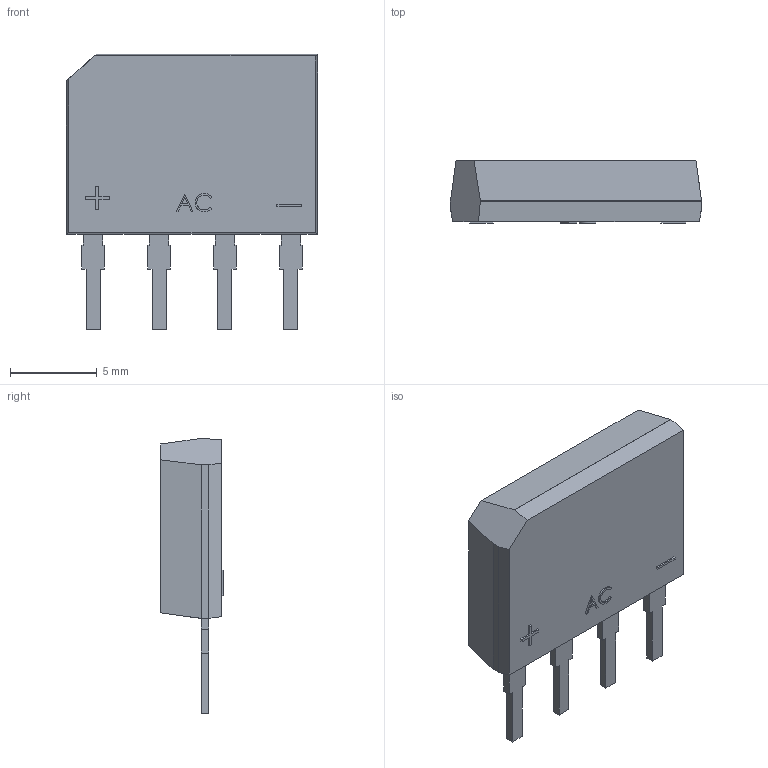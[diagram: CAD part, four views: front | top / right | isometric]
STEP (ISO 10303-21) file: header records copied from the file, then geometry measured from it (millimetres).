
FILE_DESCRIPTION (( 'STEP AP214' ), '1' );
FILE_NAME ('KBP_4P-L14.5-W3.5-P3.81-L.step', '2022-08-04T05:24:47', ( '' ), ( '' ), 'SwSTEP 2.0', 'SolidWorks 2020', '' );
FILE_SCHEMA (( 'AUTOMOTIVE_DESIGN' ));
Length unit declared in the file: millimetre
Products named in the file (1): KBP_4P-L14.5-W3.5-P3.81-L
Bounding box: 14.5 x 3.6 x 15.9 mm (x, y, z)
Volume: 513.3 mm3; surface area: 516.3 mm2
Topology: 14 solids, 14 shells, 405 faces, 1074 edges, 709 vertices
Faces by surface type: plane 282, bspline 123
Entity records: 17309 total; most frequent: CARTESIAN_POINT 5160, ORIENTED_EDGE 2148, DIRECTION 1390, EDGE_CURVE 1074, VECTOR 824, LINE 824, VERTEX_POINT 709, EDGE_LOOP 429
